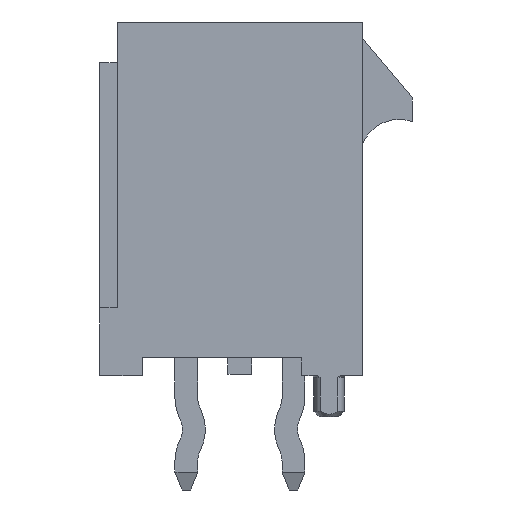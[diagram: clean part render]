
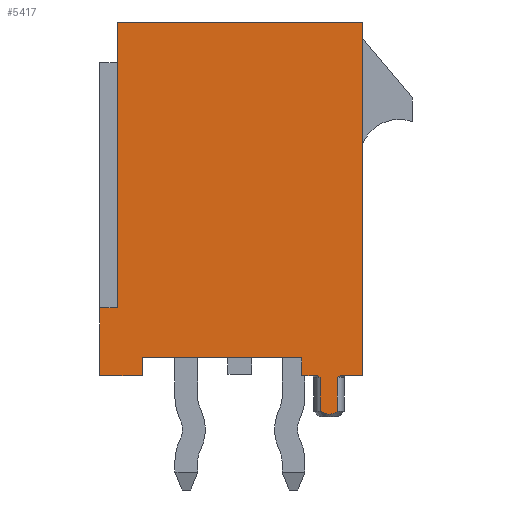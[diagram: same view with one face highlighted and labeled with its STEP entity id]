
A CAD part, left-side view. The second image highlights one B-rep face of the part: STEP entity #5417.
In plain terms, the highlighted face is planar.
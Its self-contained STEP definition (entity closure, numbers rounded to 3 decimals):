
#81=B_SPLINE_CURVE_WITH_KNOTS('',3,(#6908,#6909,#6910,#6911),
 .UNSPECIFIED.,.F.,.F.,(4,4),(0.,0.),
 .UNSPECIFIED.);
#85=B_SPLINE_CURVE_WITH_KNOTS('',3,(#6937,#6938,#6939,#6940),
 .UNSPECIFIED.,.F.,.F.,(4,4),(0.,0.),.UNSPECIFIED.);
#88=B_SPLINE_CURVE_WITH_KNOTS('',3,(#6961,#6962,#6963,#6964),
 .UNSPECIFIED.,.F.,.F.,(4,4),(0.,1.),.UNSPECIFIED.);
#640=ORIENTED_EDGE('',*,*,#1343,.F.);
#641=ORIENTED_EDGE('',*,*,#1338,.T.);
#642=ORIENTED_EDGE('',*,*,#1341,.T.);
#643=ORIENTED_EDGE('',*,*,#1331,.T.);
#644=ORIENTED_EDGE('',*,*,#1639,.T.);
#645=ORIENTED_EDGE('',*,*,#1637,.T.);
#646=ORIENTED_EDGE('',*,*,#1640,.T.);
#647=ORIENTED_EDGE('',*,*,#1641,.T.);
#648=ORIENTED_EDGE('',*,*,#1352,.F.);
#649=ORIENTED_EDGE('',*,*,#1347,.T.);
#650=ORIENTED_EDGE('',*,*,#1642,.T.);
#651=ORIENTED_EDGE('',*,*,#1617,.F.);
#652=ORIENTED_EDGE('',*,*,#1643,.T.);
#653=ORIENTED_EDGE('',*,*,#1426,.F.);
#654=ORIENTED_EDGE('',*,*,#1644,.T.);
#655=ORIENTED_EDGE('',*,*,#1323,.T.);
#1323=EDGE_CURVE('',#1898,#1899,#81,.T.);
#1331=EDGE_CURVE('',#1905,#1906,#85,.T.);
#1338=EDGE_CURVE('',#1912,#1911,#88,.T.);
#1341=EDGE_CURVE('',#1911,#1905,#2285,.T.);
#1343=EDGE_CURVE('',#1912,#1899,#2287,.T.);
#1347=EDGE_CURVE('',#1914,#1916,#2291,.T.);
#1352=EDGE_CURVE('',#1914,#1919,#2296,.T.);
#1426=EDGE_CURVE('',#1977,#1975,#2370,.T.);
#1617=EDGE_CURVE('',#2105,#2104,#2544,.T.);
#1637=EDGE_CURVE('',#2121,#2120,#2564,.T.);
#1639=EDGE_CURVE('',#1906,#2121,#2566,.T.);
#1640=EDGE_CURVE('',#2120,#2122,#2567,.T.);
#1641=EDGE_CURVE('',#2122,#1919,#2568,.T.);
#1642=EDGE_CURVE('',#1916,#2104,#2569,.T.);
#1643=EDGE_CURVE('',#2105,#1975,#2570,.T.);
#1644=EDGE_CURVE('',#1977,#1898,#2571,.T.);
#1898=VERTEX_POINT('',#6912);
#1899=VERTEX_POINT('',#6913);
#1905=VERTEX_POINT('',#6941);
#1906=VERTEX_POINT('',#6942);
#1911=VERTEX_POINT('',#6960);
#1912=VERTEX_POINT('',#6965);
#1914=VERTEX_POINT('',#6978);
#1916=VERTEX_POINT('',#6982);
#1919=VERTEX_POINT('',#6992);
#1975=VERTEX_POINT('',#7141);
#1977=VERTEX_POINT('',#7145);
#2104=VERTEX_POINT('',#7539);
#2105=VERTEX_POINT('',#7544);
#2120=VERTEX_POINT('',#7585);
#2121=VERTEX_POINT('',#7587);
#2122=VERTEX_POINT('',#7592);
#2285=LINE('',#6970,#2810);
#2287=LINE('',#6974,#2812);
#2291=LINE('',#6983,#2816);
#2296=LINE('',#6993,#2821);
#2370=LINE('',#7146,#2895);
#2544=LINE('',#7545,#3069);
#2564=LINE('',#7586,#3089);
#2566=LINE('',#7590,#3091);
#2567=LINE('',#7591,#3092);
#2568=LINE('',#7593,#3093);
#2569=LINE('',#7594,#3094);
#2570=LINE('',#7595,#3095);
#2571=LINE('',#7596,#3096);
#2810=VECTOR('',#5879,1000.);
#2812=VECTOR('',#5885,1000.);
#2816=VECTOR('',#5891,1000.);
#2821=VECTOR('',#5900,1000.);
#2895=VECTOR('',#6016,1000.);
#3069=VECTOR('',#6320,1000.);
#3089=VECTOR('',#6352,1000.);
#3091=VECTOR('',#6356,1000.);
#3092=VECTOR('',#6357,1000.);
#3093=VECTOR('',#6358,1000.);
#3094=VECTOR('',#6359,1000.);
#3095=VECTOR('',#6360,1000.);
#3096=VECTOR('',#6361,1000.);
#3384=EDGE_LOOP('',(#640,#641,#642,#643,#644,#645,#646,#647,#648,#649,#650,
#651,#652,#653,#654,#655));
#3597=FACE_BOUND('',#3384,.T.);
#3794=PLANE('',#5644);
#5417=ADVANCED_FACE('',(#3597),#3794,.T.);
#5644=AXIS2_PLACEMENT_3D('',#7589,#6354,#6355);
#5879=DIRECTION('',(0.,0.,1.));
#5885=DIRECTION('',(0.,0.,1.));
#5891=DIRECTION('',(0.,0.,-1.));
#5900=DIRECTION('',(-1.,0.,0.));
#6016=DIRECTION('',(0.,0.,1.));
#6320=DIRECTION('',(0.,0.,-1.));
#6352=DIRECTION('',(0.,0.,1.));
#6354=DIRECTION('',(0.,1.,0.));
#6355=DIRECTION('',(0.,0.,1.));
#6356=DIRECTION('',(-1.,0.,0.));
#6357=DIRECTION('',(1.,0.,0.));
#6358=DIRECTION('',(0.,0.,-1.));
#6359=DIRECTION('',(-1.,0.,0.));
#6360=DIRECTION('',(-1.,0.,0.));
#6361=DIRECTION('',(-1.,0.,0.));
#6908=CARTESIAN_POINT('',(-2.169,3.35,-4.95));
#6909=CARTESIAN_POINT('',(-2.195,3.35,-4.968));
#6910=CARTESIAN_POINT('',(-2.222,3.35,-4.984));
#6911=CARTESIAN_POINT('',(-2.249,3.35,-5.));
#6912=CARTESIAN_POINT('',(-2.169,3.35,-4.95));
#6913=CARTESIAN_POINT('',(-2.249,3.35,-5.));
#6937=CARTESIAN_POINT('',(-2.731,3.35,-5.));
#6938=CARTESIAN_POINT('',(-2.758,3.35,-4.984));
#6939=CARTESIAN_POINT('',(-2.785,3.35,-4.968));
#6940=CARTESIAN_POINT('',(-2.811,3.35,-4.95));
#6941=CARTESIAN_POINT('',(-2.731,3.35,-5.));
#6942=CARTESIAN_POINT('',(-2.811,3.35,-4.95));
#6960=CARTESIAN_POINT('',(-2.731,3.35,-5.95));
#6961=CARTESIAN_POINT('',(-2.249,3.35,-5.95));
#6962=CARTESIAN_POINT('',(-2.424,3.35,-6.05));
#6963=CARTESIAN_POINT('',(-2.554,3.35,-6.05));
#6964=CARTESIAN_POINT('',(-2.731,3.35,-5.95));
#6965=CARTESIAN_POINT('',(-2.249,3.35,-5.95));
#6970=CARTESIAN_POINT('',(-2.731,3.35,-6.1));
#6974=CARTESIAN_POINT('',(-2.249,3.35,-6.1));
#6978=CARTESIAN_POINT('',(3.93,3.35,-3.05));
#6982=CARTESIAN_POINT('',(3.93,3.35,-4.95));
#6983=CARTESIAN_POINT('',(3.93,3.35,-3.05));
#6992=CARTESIAN_POINT('',(3.43,3.35,-3.05));
#6993=CARTESIAN_POINT('',(3.93,3.35,-3.05));
#7141=CARTESIAN_POINT('',(-1.73,3.35,-4.45));
#7145=CARTESIAN_POINT('',(-1.73,3.35,-4.95));
#7146=CARTESIAN_POINT('',(-1.73,3.35,-4.95));
#7539=CARTESIAN_POINT('',(2.73,3.35,-4.95));
#7544=CARTESIAN_POINT('',(2.73,3.35,-4.45));
#7545=CARTESIAN_POINT('',(2.73,3.35,-4.45));
#7585=CARTESIAN_POINT('',(-3.43,3.35,4.95));
#7586=CARTESIAN_POINT('',(-3.43,3.35,-4.95));
#7587=CARTESIAN_POINT('',(-3.43,3.35,-4.95));
#7589=CARTESIAN_POINT('',(0.,3.35,0.));
#7590=CARTESIAN_POINT('',(3.43,3.35,-4.95));
#7591=CARTESIAN_POINT('',(-3.43,3.35,4.95));
#7592=CARTESIAN_POINT('',(3.43,3.35,4.95));
#7593=CARTESIAN_POINT('',(3.43,3.35,4.95));
#7594=CARTESIAN_POINT('',(3.43,3.35,-4.95));
#7595=CARTESIAN_POINT('',(-2.73,3.35,-4.45));
#7596=CARTESIAN_POINT('',(3.43,3.35,-4.95));
